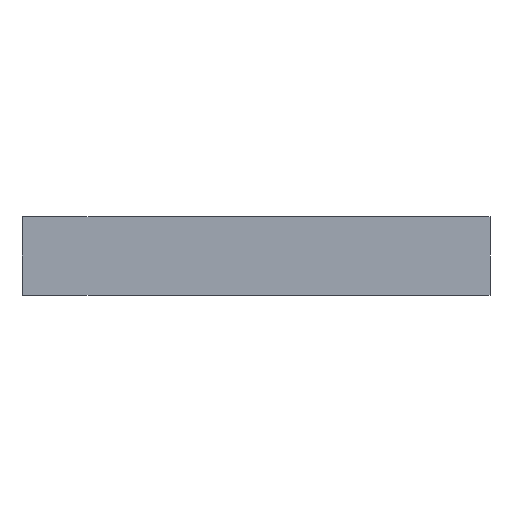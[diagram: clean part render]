
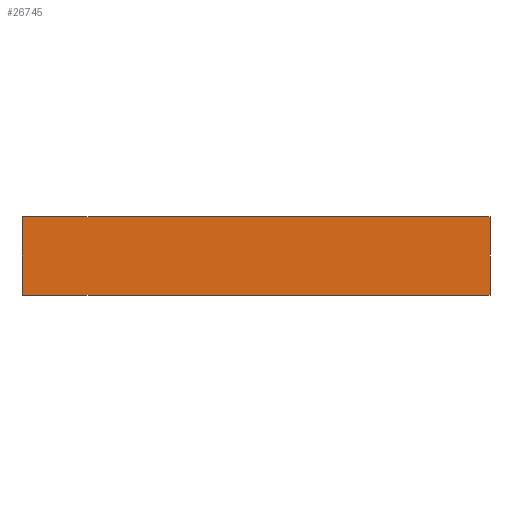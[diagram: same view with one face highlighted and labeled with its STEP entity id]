
A CAD part, front view. The second image highlights one B-rep face of the part: STEP entity #26745.
In plain terms, the highlighted planar face has unit normal (0, -1, 0).
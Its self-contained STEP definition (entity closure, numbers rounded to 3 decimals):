
#25473 = PLANE('',#25474);
#25474 = AXIS2_PLACEMENT_3D('',#25475,#25476,#25477);
#25475 = CARTESIAN_POINT('',(0.,0.,-1.6
    ));
#25476 = DIRECTION('',(0.,0.,-1.));
#25477 = DIRECTION('',(-1.,0.,0.));
#25603 = PLANE('',#25604);
#25604 = AXIS2_PLACEMENT_3D('',#25605,#25606,#25607);
#25605 = CARTESIAN_POINT('',(0.,0.,1.6)
  );
#25606 = DIRECTION('',(0.,0.,1.));
#25607 = DIRECTION('',(0.,1.,0.));
#26124 = EDGE_CURVE('',#26125,#26127,#26129,.T.);
#26125 = VERTEX_POINT('',#26126);
#26126 = CARTESIAN_POINT('',(-9.5,-82.5,-1.6));
#26127 = VERTEX_POINT('',#26128);
#26128 = CARTESIAN_POINT('',(9.5,-82.5,-1.6));
#26129 = SURFACE_CURVE('',#26130,(#26134,#26141),.PCURVE_S1.);
#26130 = LINE('',#26131,#26132);
#26131 = CARTESIAN_POINT('',(-9.5,-82.5,-1.6));
#26132 = VECTOR('',#26133,1.);
#26133 = DIRECTION('',(1.,-0.,0.));
#26134 = PCURVE('',#25473,#26135);
#26135 = DEFINITIONAL_REPRESENTATION('',(#26136),#26140);
#26136 = LINE('',#26137,#26138);
#26137 = CARTESIAN_POINT('',(9.5,-82.5));
#26138 = VECTOR('',#26139,1.);
#26139 = DIRECTION('',(-1.,0.));
#26140 = ( GEOMETRIC_REPRESENTATION_CONTEXT(2) 
PARAMETRIC_REPRESENTATION_CONTEXT() REPRESENTATION_CONTEXT('2D SPACE',''
  ) );
#26141 = PCURVE('',#26142,#26147);
#26142 = PLANE('',#26143);
#26143 = AXIS2_PLACEMENT_3D('',#26144,#26145,#26146);
#26144 = CARTESIAN_POINT('',(0.,-82.5,0.));
#26145 = DIRECTION('',(0.,-1.,0.));
#26146 = DIRECTION('',(0.,0.,-1.));
#26147 = DEFINITIONAL_REPRESENTATION('',(#26148),#26152);
#26148 = LINE('',#26149,#26150);
#26149 = CARTESIAN_POINT('',(1.6,-9.5));
#26150 = VECTOR('',#26151,1.);
#26151 = DIRECTION('',(0.,1.));
#26152 = ( GEOMETRIC_REPRESENTATION_CONTEXT(2) 
PARAMETRIC_REPRESENTATION_CONTEXT() REPRESENTATION_CONTEXT('2D SPACE',''
  ) );
#26170 = PLANE('',#26171);
#26171 = AXIS2_PLACEMENT_3D('',#26172,#26173,#26174);
#26172 = CARTESIAN_POINT('',(-9.5,-70.,0.));
#26173 = DIRECTION('',(-1.,0.,0.));
#26174 = DIRECTION('',(0.,0.,-1.));
#26384 = PLANE('',#26385);
#26385 = AXIS2_PLACEMENT_3D('',#26386,#26387,#26388);
#26386 = CARTESIAN_POINT('',(9.5,-70.,0.));
#26387 = DIRECTION('',(1.,0.,0.));
#26388 = DIRECTION('',(0.,0.,1.));
#26424 = EDGE_CURVE('',#26425,#26427,#26429,.T.);
#26425 = VERTEX_POINT('',#26426);
#26426 = CARTESIAN_POINT('',(9.5,-82.5,1.6));
#26427 = VERTEX_POINT('',#26428);
#26428 = CARTESIAN_POINT('',(-9.5,-82.5,1.6));
#26429 = SURFACE_CURVE('',#26430,(#26434,#26441),.PCURVE_S1.);
#26430 = LINE('',#26431,#26432);
#26431 = CARTESIAN_POINT('',(9.5,-82.5,1.6));
#26432 = VECTOR('',#26433,1.);
#26433 = DIRECTION('',(-1.,0.,0.));
#26434 = PCURVE('',#25603,#26435);
#26435 = DEFINITIONAL_REPRESENTATION('',(#26436),#26440);
#26436 = LINE('',#26437,#26438);
#26437 = CARTESIAN_POINT('',(-82.5,-9.5));
#26438 = VECTOR('',#26439,1.);
#26439 = DIRECTION('',(0.,1.));
#26440 = ( GEOMETRIC_REPRESENTATION_CONTEXT(2) 
PARAMETRIC_REPRESENTATION_CONTEXT() REPRESENTATION_CONTEXT('2D SPACE',''
  ) );
#26441 = PCURVE('',#26142,#26442);
#26442 = DEFINITIONAL_REPRESENTATION('',(#26443),#26447);
#26443 = LINE('',#26444,#26445);
#26444 = CARTESIAN_POINT('',(-1.6,9.5));
#26445 = VECTOR('',#26446,1.);
#26446 = DIRECTION('',(0.,-1.));
#26447 = ( GEOMETRIC_REPRESENTATION_CONTEXT(2) 
PARAMETRIC_REPRESENTATION_CONTEXT() REPRESENTATION_CONTEXT('2D SPACE',''
  ) );
#26745 = ADVANCED_FACE('',(#26746),#26142,.T.);
#26746 = FACE_BOUND('',#26747,.T.);
#26747 = EDGE_LOOP('',(#26748,#26749,#26770,#26771));
#26748 = ORIENTED_EDGE('',*,*,#26124,.T.);
#26749 = ORIENTED_EDGE('',*,*,#26750,.F.);
#26750 = EDGE_CURVE('',#26425,#26127,#26751,.T.);
#26751 = SURFACE_CURVE('',#26752,(#26756,#26763),.PCURVE_S1.);
#26752 = LINE('',#26753,#26754);
#26753 = CARTESIAN_POINT('',(9.5,-82.5,1.6));
#26754 = VECTOR('',#26755,1.);
#26755 = DIRECTION('',(0.,0.,-1.));
#26756 = PCURVE('',#26142,#26757);
#26757 = DEFINITIONAL_REPRESENTATION('',(#26758),#26762);
#26758 = LINE('',#26759,#26760);
#26759 = CARTESIAN_POINT('',(-1.6,9.5));
#26760 = VECTOR('',#26761,1.);
#26761 = DIRECTION('',(1.,0.));
#26762 = ( GEOMETRIC_REPRESENTATION_CONTEXT(2) 
PARAMETRIC_REPRESENTATION_CONTEXT() REPRESENTATION_CONTEXT('2D SPACE',''
  ) );
#26763 = PCURVE('',#26384,#26764);
#26764 = DEFINITIONAL_REPRESENTATION('',(#26765),#26769);
#26765 = LINE('',#26766,#26767);
#26766 = CARTESIAN_POINT('',(1.6,12.5));
#26767 = VECTOR('',#26768,1.);
#26768 = DIRECTION('',(-1.,0.));
#26769 = ( GEOMETRIC_REPRESENTATION_CONTEXT(2) 
PARAMETRIC_REPRESENTATION_CONTEXT() REPRESENTATION_CONTEXT('2D SPACE',''
  ) );
#26770 = ORIENTED_EDGE('',*,*,#26424,.T.);
#26771 = ORIENTED_EDGE('',*,*,#26772,.T.);
#26772 = EDGE_CURVE('',#26427,#26125,#26773,.T.);
#26773 = SURFACE_CURVE('',#26774,(#26778,#26785),.PCURVE_S1.);
#26774 = LINE('',#26775,#26776);
#26775 = CARTESIAN_POINT('',(-9.5,-82.5,1.6));
#26776 = VECTOR('',#26777,1.);
#26777 = DIRECTION('',(0.,0.,-1.));
#26778 = PCURVE('',#26142,#26779);
#26779 = DEFINITIONAL_REPRESENTATION('',(#26780),#26784);
#26780 = LINE('',#26781,#26782);
#26781 = CARTESIAN_POINT('',(-1.6,-9.5));
#26782 = VECTOR('',#26783,1.);
#26783 = DIRECTION('',(1.,0.));
#26784 = ( GEOMETRIC_REPRESENTATION_CONTEXT(2) 
PARAMETRIC_REPRESENTATION_CONTEXT() REPRESENTATION_CONTEXT('2D SPACE',''
  ) );
#26785 = PCURVE('',#26170,#26786);
#26786 = DEFINITIONAL_REPRESENTATION('',(#26787),#26791);
#26787 = LINE('',#26788,#26789);
#26788 = CARTESIAN_POINT('',(-1.6,12.5));
#26789 = VECTOR('',#26790,1.);
#26790 = DIRECTION('',(1.,0.));
#26791 = ( GEOMETRIC_REPRESENTATION_CONTEXT(2) 
PARAMETRIC_REPRESENTATION_CONTEXT() REPRESENTATION_CONTEXT('2D SPACE',''
  ) );
